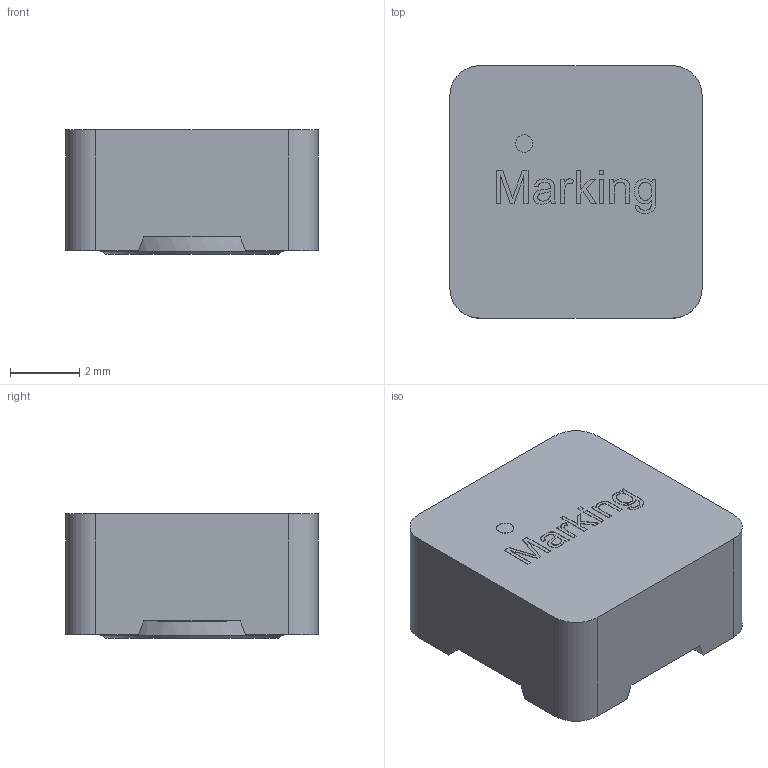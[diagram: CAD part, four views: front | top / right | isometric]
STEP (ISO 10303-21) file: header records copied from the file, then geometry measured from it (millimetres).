
FILE_DESCRIPTION(/* description */ ('Unknown'),/* implementation_level */ '2;1');
FILE_NAME(/* name */ 'L_Wurth_WE-PD_7332',/* time_stamp */ '2022-04-18T16:52:49+08:00',/* author */ ('Unknown'),/* organization */ ('Unknown'),/* preprocessor_version */ 'ST-DEVELOPER v16.7',/* originating_system */ 'Solid Edge',/* authorisation */ 'Unknown');
FILE_SCHEMA (('AUTOMOTIVE_DESIGN {1 0 10303 214 3 1 1}'));
Length unit declared in the file: millimetre
Products named in the file (2): L_Wurth_WE-PD_7332
Assembly tree (1 placements, depth 2):
  L_Wurth_WE-PD_7332
    L_Wurth_WE-PD_7332
Bounding box: 7.3 x 7.3 x 3.6 mm (x, y, z)
Volume: 127.9 mm3; surface area: 382 mm2
Topology: 1 solids, 1 shells, 274 faces, 796 edges, 522 vertices
Faces by surface type: plane 166, cylinder 73, cone 18, bspline 17
Full cylindrical faces by diameter (mm): 0.5 x1, 2.8 x2, 5.3 x3
Entity records: 11522 total; most frequent: CARTESIAN_POINT 2381, ORIENTED_EDGE 1548, DIRECTION 1432, EDGE_CURVE 774, LINE 532, VECTOR 532, VERTEX_POINT 517, AXIS2_PLACEMENT_3D 450
